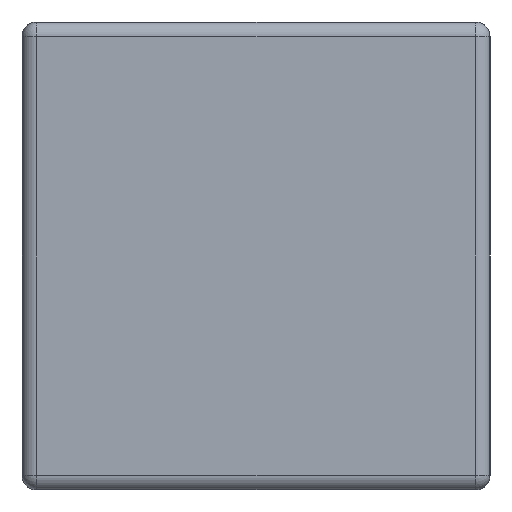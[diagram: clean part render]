
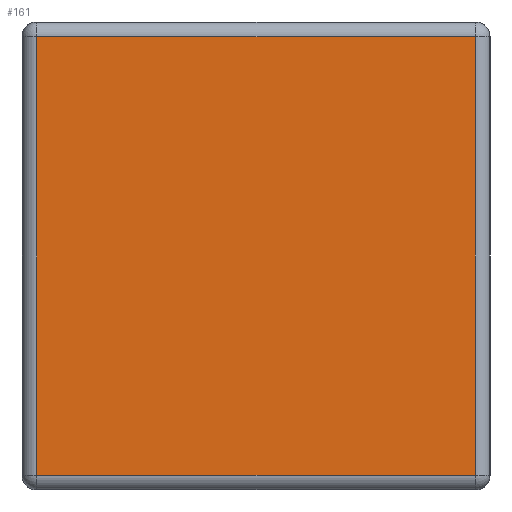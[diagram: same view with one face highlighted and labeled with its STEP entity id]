
A CAD part, left-side view. The second image highlights one B-rep face of the part: STEP entity #161.
In plain terms, the highlighted planar face has unit normal (-1, 0, 0).
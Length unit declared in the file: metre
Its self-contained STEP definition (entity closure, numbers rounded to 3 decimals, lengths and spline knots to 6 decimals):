
#161=ADVANCED_FACE('0:32',(#339),#340,.T.);
#339=FACE_OUTER_BOUND('',#555,.T.);
#340=PLANE('',#556);
#555=EDGE_LOOP('',(#753,#754,#755,#756));
#556=AXIS2_PLACEMENT_3D('',#757,#758,#759);
#753=ORIENTED_EDGE('',*,*,#1234,.T.);
#754=ORIENTED_EDGE('',*,*,#1235,.T.);
#755=ORIENTED_EDGE('',*,*,#1236,.T.);
#756=ORIENTED_EDGE('',*,*,#1237,.T.);
#757=CARTESIAN_POINT('',(-0.0008,-0.0004,0.0));
#758=DIRECTION('',(-1.0,0.0,0.0));
#759=DIRECTION('',(0.0,0.0,1.0));
#1234=EDGE_CURVE('0:31',#1451,#1452,#1453,.T.);
#1235=EDGE_CURVE('0:216',#1452,#1454,#1455,.T.);
#1236=EDGE_CURVE('0:219',#1454,#1456,#1457,.T.);
#1237=EDGE_CURVE('0:222',#1456,#1451,#1458,.T.);
#1451=VERTEX_POINT('NONE',#1694);
#1452=VERTEX_POINT('NONE',#1695);
#1453=LINE('',#1696,#1697);
#1454=VERTEX_POINT('NONE',#1698);
#1455=LINE('',#1699,#1700);
#1456=VERTEX_POINT('NONE',#1701);
#1457=LINE('',#1702,#1703);
#1458=LINE('',#1704,#1705);
#1694=CARTESIAN_POINT('',(-0.0008,-0.000375,0.000025));
#1695=CARTESIAN_POINT('',(-0.0008,-0.000375,0.000775));
#1696=CARTESIAN_POINT('',(-0.0008,-0.000375,0.0));
#1697=VECTOR('',#2007,1.0);
#1698=CARTESIAN_POINT('',(-0.0008,0.000375,0.000775));
#1699=CARTESIAN_POINT('',(-0.0008,-0.0004,0.000775));
#1700=VECTOR('',#2008,1.0);
#1701=CARTESIAN_POINT('',(-0.0008,0.000375,0.000025));
#1702=CARTESIAN_POINT('',(-0.0008,0.000375,0.0));
#1703=VECTOR('',#2009,1.0);
#1704=CARTESIAN_POINT('',(-0.0008,-0.0004,0.000025));
#1705=VECTOR('',#2010,1.0);
#2007=DIRECTION('',(0.0,0.0,1.0));
#2008=DIRECTION('',(0.0,1.0,-0.0));
#2009=DIRECTION('',(-0.0,-0.0,-1.0));
#2010=DIRECTION('',(-0.0,-1.0,0.0));
